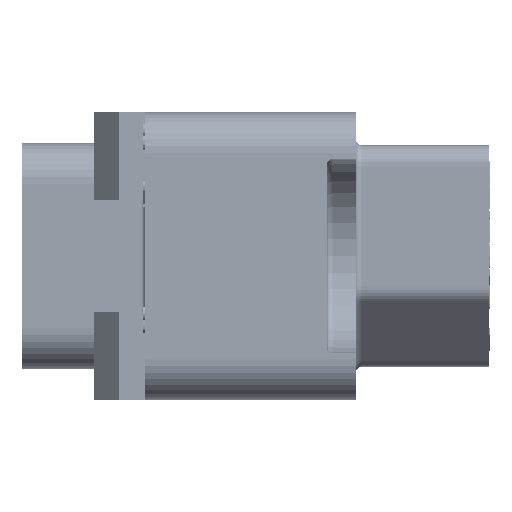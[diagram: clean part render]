
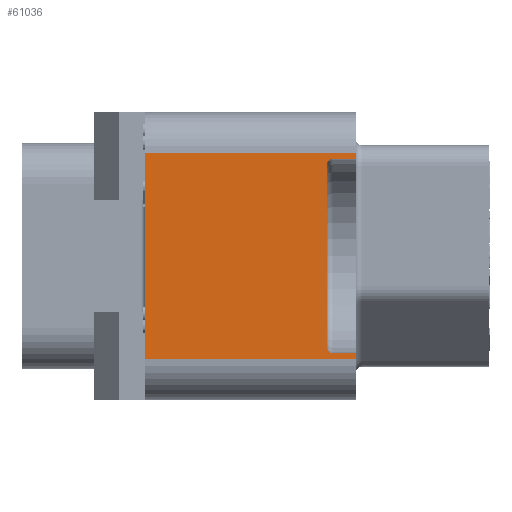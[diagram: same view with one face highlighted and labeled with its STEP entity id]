
A CAD part, left-side view. The second image highlights one B-rep face of the part: STEP entity #61036.
In plain terms, the highlighted planar face has unit normal (-1, 0, 0).
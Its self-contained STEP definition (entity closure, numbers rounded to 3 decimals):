
#1113=DIRECTION('',(0.,0.,-1.));
#1114=VECTOR('',#1113,10.);
#1115=CARTESIAN_POINT('',(-40.,10.25,5.));
#1116=LINE('',#1115,#1114);
#1658=DIRECTION('',(0.,-1.,0.));
#1659=VECTOR('',#1658,10.25);
#1660=CARTESIAN_POINT('',(-40.,10.25,5.));
#1661=LINE('',#1660,#1659);
#2134=DIRECTION('',(0.,1.,0.));
#2135=VECTOR('',#2134,10.25);
#2136=CARTESIAN_POINT('',(-40.,0.,-5.));
#2137=LINE('',#2136,#2135);
#2287=DIRECTION('',(0.,0.,1.));
#2288=VECTOR('',#2287,8.9);
#2289=CARTESIAN_POINT('',(-40.,1.4,-4.45));
#2290=LINE('',#2289,#2288);
#2291=DIRECTION('',(0.,1.,0.));
#2292=VECTOR('',#2291,1.1);
#2293=CARTESIAN_POINT('',(-40.,0.,-4.75));
#2294=LINE('',#2293,#2292);
#2295=DIRECTION('',(0.,0.,-1.));
#2296=VECTOR('',#2295,0.25);
#2297=CARTESIAN_POINT('',(-40.,0.,-4.75));
#2298=LINE('',#2297,#2296);
#2299=DIRECTION('',(0.,0.,-1.));
#2300=VECTOR('',#2299,0.25);
#2301=CARTESIAN_POINT('',(-40.,0.,5.));
#2302=LINE('',#2301,#2300);
#2303=DIRECTION('',(0.,1.,0.));
#2304=VECTOR('',#2303,1.1);
#2305=CARTESIAN_POINT('',(-40.,0.,4.75));
#2306=LINE('',#2305,#2304);
#2330=CARTESIAN_POINT('',(-40.,1.1,-4.45));
#2331=DIRECTION('',(1.,0.,0.));
#2332=DIRECTION('',(0.,0.,-1.));
#2333=AXIS2_PLACEMENT_3D('',#2330,#2331,#2332);
#2354=CARTESIAN_POINT('',(-40.,1.1,4.45));
#2355=DIRECTION('',(1.,0.,0.));
#2356=DIRECTION('',(0.,1.,0.));
#2357=AXIS2_PLACEMENT_3D('',#2354,#2355,#2356);
#46482=CARTESIAN_POINT('',(-40.,0.,5.));
#46484=VERTEX_POINT('',#46482);
#46485=CARTESIAN_POINT('',(-40.,10.25,5.));
#46486=VERTEX_POINT('',#46485);
#46490=CARTESIAN_POINT('',(-40.,10.25,-5.));
#46492=VERTEX_POINT('',#46490);
#46493=CARTESIAN_POINT('',(-40.,0.,-5.));
#46494=VERTEX_POINT('',#46493);
#46505=CARTESIAN_POINT('',(-40.,0.,-4.75));
#46507=VERTEX_POINT('',#46505);
#46511=CARTESIAN_POINT('',(-40.,0.,4.75));
#46512=VERTEX_POINT('',#46511);
#46650=CARTESIAN_POINT('',(-40.,1.4,-4.45));
#46652=VERTEX_POINT('',#46650);
#46654=CARTESIAN_POINT('',(-40.,1.1,-4.75));
#46656=VERTEX_POINT('',#46654);
#46661=CARTESIAN_POINT('',(-40.,1.4,4.45));
#46662=VERTEX_POINT('',#46661);
#46663=CARTESIAN_POINT('',(-40.,1.1,4.75));
#46664=VERTEX_POINT('',#46663);
#61014=CARTESIAN_POINT('',(-40.,0.,7.));
#61015=DIRECTION('',(-1.,0.,0.));
#61016=DIRECTION('',(0.,1.,0.));
#61017=AXIS2_PLACEMENT_3D('',#61014,#61015,#61016);
#61018=PLANE('',#61017);
#61020=ORIENTED_EDGE('',*,*,#61019,.F.);
#61022=ORIENTED_EDGE('',*,*,#61021,.F.);
#61024=ORIENTED_EDGE('',*,*,#61023,.F.);
#61025=ORIENTED_EDGE('',*,*,#60322,.T.);
#61026=ORIENTED_EDGE('',*,*,#60790,.T.);
#61027=ORIENTED_EDGE('',*,*,#59773,.F.);
#61028=ORIENTED_EDGE('',*,*,#60081,.T.);
#61029=ORIENTED_EDGE('',*,*,#60330,.T.);
#61031=ORIENTED_EDGE('',*,*,#61030,.T.);
#61033=ORIENTED_EDGE('',*,*,#61032,.F.);
#61034=EDGE_LOOP('',(#61020,#61022,#61024,#61025,#61026,#61027,#61028,#61029,
#61031,#61033));
#61035=FACE_OUTER_BOUND('',#61034,.F.);
#61036=ADVANCED_FACE('',(#61035),#61018,.T.);
#2334=CIRCLE('',#2333,0.3);
#2358=CIRCLE('',#2357,0.3);
#59773=EDGE_CURVE('',#46486,#46492,#1116,.T.);
#60081=EDGE_CURVE('',#46486,#46484,#1661,.T.);
#60322=EDGE_CURVE('',#46507,#46494,#2298,.T.);
#60330=EDGE_CURVE('',#46484,#46512,#2302,.T.);
#60790=EDGE_CURVE('',#46494,#46492,#2137,.T.);
#61019=EDGE_CURVE('',#46652,#46662,#2290,.T.);
#61021=EDGE_CURVE('',#46656,#46652,#2334,.T.);
#61023=EDGE_CURVE('',#46507,#46656,#2294,.T.);
#61030=EDGE_CURVE('',#46512,#46664,#2306,.T.);
#61032=EDGE_CURVE('',#46662,#46664,#2358,.T.);
